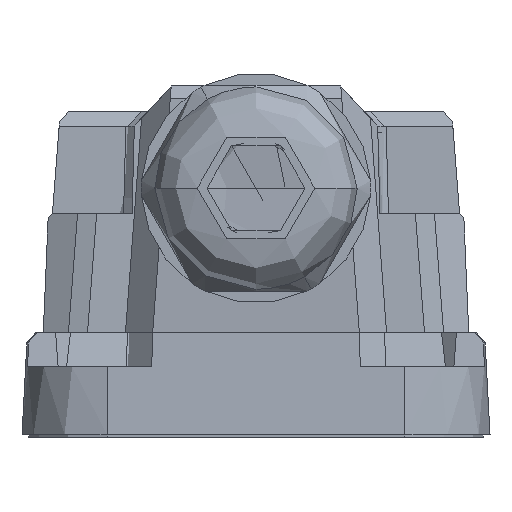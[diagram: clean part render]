
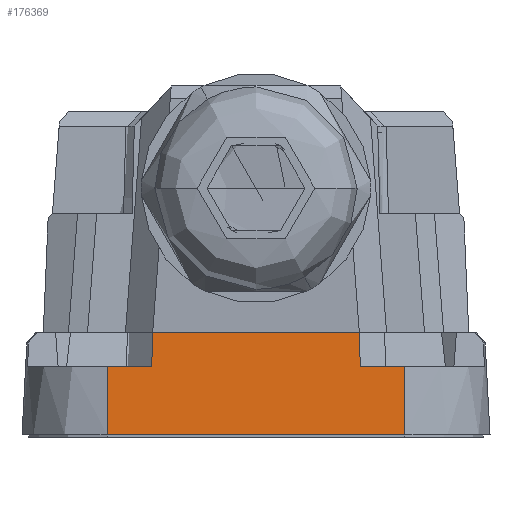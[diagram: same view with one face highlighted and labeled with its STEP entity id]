
A CAD part, left-side view. The second image highlights one B-rep face of the part: STEP entity #176369.
In plain terms, the highlighted planar face has unit normal (-0.999, 0, 0.052).
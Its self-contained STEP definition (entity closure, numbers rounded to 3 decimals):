
#64959=DIRECTION('',(0.,-1.,0.));
#64960=VECTOR('',#64959,24.291);
#64961=CARTESIAN_POINT('',(-34.871,12.145,-26.));
#64962=LINE('',#64961,#64960);
#68367=DIRECTION('',(-0.052,0.026,-0.998));
#68368=VECTOR('',#68367,4.007);
#68369=CARTESIAN_POINT('',(-34.871,12.145,-26.));
#68370=LINE('',#68369,#68368);
#68371=DIRECTION('',(0.052,0.,0.999));
#68372=VECTOR('',#68371,8.011);
#68373=CARTESIAN_POINT('',(-35.5,17.5,-38.));
#68374=LINE('',#68373,#68372);
#68539=DIRECTION('',(0.,1.,0.));
#68540=VECTOR('',#68539,35.);
#68541=CARTESIAN_POINT('',(-35.5,-17.5,-38.));
#68542=LINE('',#68541,#68540);
#69007=DIRECTION('',(0.,-1.,0.));
#69008=VECTOR('',#69007,5.25);
#69009=CARTESIAN_POINT('',(-35.081,17.5,-30.));
#69010=LINE('',#69009,#69008);
#69096=DIRECTION('',(-0.052,0.,-0.999));
#69097=VECTOR('',#69096,8.011);
#69098=CARTESIAN_POINT('',(-35.081,-17.5,-30.));
#69099=LINE('',#69098,#69097);
#69128=DIRECTION('',(0.,-1.,0.));
#69129=VECTOR('',#69128,5.25);
#69130=CARTESIAN_POINT('',(-35.081,-12.25,-30.));
#69131=LINE('',#69130,#69129);
#69162=DIRECTION('',(-0.052,-0.026,-0.998));
#69163=VECTOR('',#69162,4.007);
#69164=CARTESIAN_POINT('',(-34.871,-12.145,-26.));
#69165=LINE('',#69164,#69163);
#148525=CARTESIAN_POINT('',(-35.5,17.5,-38.));
#148526=CARTESIAN_POINT('',(-35.081,17.5,-30.));
#148527=VERTEX_POINT('',#148525);
#148528=VERTEX_POINT('',#148526);
#148529=CARTESIAN_POINT('',(-35.5,-17.5,-38.));
#148530=VERTEX_POINT('',#148529);
#148531=CARTESIAN_POINT('',(-35.081,-17.5,-30.));
#148532=VERTEX_POINT('',#148531);
#148533=CARTESIAN_POINT('',(-35.081,-12.25,-30.));
#148534=VERTEX_POINT('',#148533);
#148535=CARTESIAN_POINT('',(-34.871,-12.145,-26.));
#148536=VERTEX_POINT('',#148535);
#148537=CARTESIAN_POINT('',(-34.871,12.145,-26.));
#148538=VERTEX_POINT('',#148537);
#148539=CARTESIAN_POINT('',(-35.081,12.25,-30.));
#148540=VERTEX_POINT('',#148539);
#176347=CARTESIAN_POINT('',(-35.5,0.,-38.));
#176348=DIRECTION('',(-0.999,0.,0.052));
#176349=DIRECTION('',(0.,1.,0.));
#176350=AXIS2_PLACEMENT_3D('',#176347,#176348,#176349);
#176351=PLANE('',#176350);
#176353=ORIENTED_EDGE('',*,*,#176352,.T.);
#176355=ORIENTED_EDGE('',*,*,#176354,.T.);
#176357=ORIENTED_EDGE('',*,*,#176356,.F.);
#176358=ORIENTED_EDGE('',*,*,#171721,.T.);
#176360=ORIENTED_EDGE('',*,*,#176359,.T.);
#176362=ORIENTED_EDGE('',*,*,#176361,.T.);
#176364=ORIENTED_EDGE('',*,*,#176363,.T.);
#176366=ORIENTED_EDGE('',*,*,#176365,.T.);
#176367=EDGE_LOOP('',(#176353,#176355,#176357,#176358,#176360,#176362,#176364,
#176366));
#176368=FACE_OUTER_BOUND('',#176367,.F.);
#176369=ADVANCED_FACE('',(#176368),#176351,.T.);
#171721=EDGE_CURVE('',#148538,#148536,#64962,.T.);
#176352=EDGE_CURVE('',#148527,#148528,#68374,.T.);
#176354=EDGE_CURVE('',#148528,#148540,#69010,.T.);
#176356=EDGE_CURVE('',#148538,#148540,#68370,.T.);
#176359=EDGE_CURVE('',#148536,#148534,#69165,.T.);
#176361=EDGE_CURVE('',#148534,#148532,#69131,.T.);
#176363=EDGE_CURVE('',#148532,#148530,#69099,.T.);
#176365=EDGE_CURVE('',#148530,#148527,#68542,.T.);
